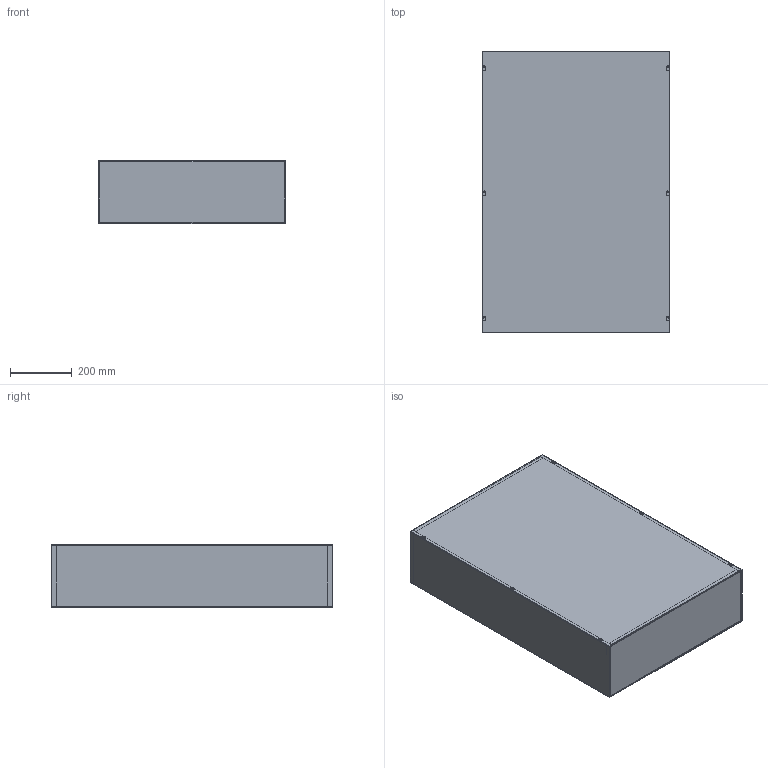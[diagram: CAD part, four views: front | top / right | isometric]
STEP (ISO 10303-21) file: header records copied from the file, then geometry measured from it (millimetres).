
FILE_DESCRIPTION (( 'STEP AP203' ), '1' );
FILE_NAME ('CS36248_Default.step', '2019-11-13T15:05:04', ( '' ), ( '' ), 'SwSTEP 2.0', 'SolidWorks 2019', '' );
FILE_SCHEMA (( 'CONFIG_CONTROL_DESIGN' ));
Length unit declared in the file: inch
Products named in the file (1): CS36248_Default
Bounding box: 609.6 x 914.4 x 205.03 mm (x, y, z)
Volume: 3256343.3 mm3; surface area: 3581105.3 mm2
Topology: 4 solids, 4 shells, 221 faces, 580 edges, 372 vertices
Faces by surface type: plane 129, cylinder 84, bspline 4, cone 4
Entity records: 6983 total; most frequent: CARTESIAN_POINT 1246, DIRECTION 1192, ORIENTED_EDGE 1160, EDGE_CURVE 580, AXIS2_PLACEMENT_3D 398, LINE 396, VECTOR 396, VERTEX_POINT 372
